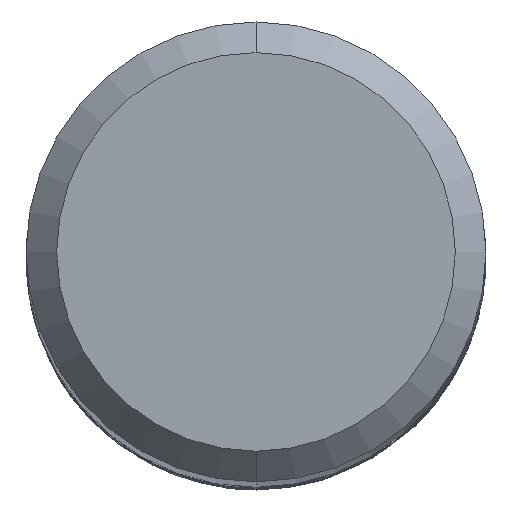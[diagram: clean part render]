
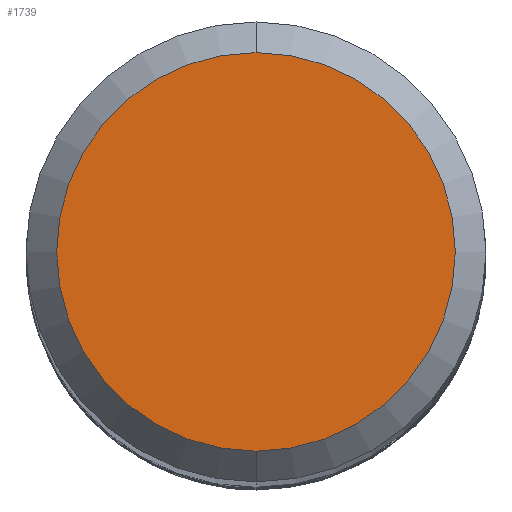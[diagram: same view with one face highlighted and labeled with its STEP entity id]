
A CAD part, top view. The second image highlights one B-rep face of the part: STEP entity #1739.
In plain terms, the highlighted planar face has unit normal (0, 0, 1).
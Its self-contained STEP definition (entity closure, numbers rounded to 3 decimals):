
#1379=EDGE_CURVE('',#3215,#3367,#3831,.T.);
#1411=EDGE_CURVE('',#3367,#3215,#3864,.T.);
#1739=ADVANCED_FACE('',(#4218),#4219,.T.);
#3215=VERTEX_POINT('',#5813);
#3367=VERTEX_POINT('',#5984);
#3831=CIRCLE('',#8029,2.6);
#3864=CIRCLE('',#8086,2.6);
#4218=FACE_OUTER_BOUND('',#11132,.T.);
#4219=PLANE('',#11133);
#5813=CARTESIAN_POINT('',(0.,-2.6,0.0));
#5984=CARTESIAN_POINT('',(0.0,2.6,0.0));
#8029=AXIS2_PLACEMENT_3D('',#29819,#29820,#29821);
#8086=AXIS2_PLACEMENT_3D('',#29845,#29846,#29847);
#11132=EDGE_LOOP('',(#30263,#30264));
#11133=AXIS2_PLACEMENT_3D('',#30265,#30266,#30267);
#29819=CARTESIAN_POINT('',(0.0,0.0,0.0));
#29820=DIRECTION('',(0.0,0.0,-1.0));
#29821=DIRECTION('',(0.0,1.0,0.0));
#29845=CARTESIAN_POINT('',(0.0,0.0,0.0));
#29846=DIRECTION('',(0.0,0.0,-1.0));
#29847=DIRECTION('',(0.0,1.0,0.0));
#30263=ORIENTED_EDGE('',*,*,#1411,.F.);
#30264=ORIENTED_EDGE('',*,*,#1379,.F.);
#30265=CARTESIAN_POINT('',(0.0,1.3,0.0));
#30266=DIRECTION('',(-0.0,0.0,1.0));
#30267=DIRECTION('',(0.0,-1.0,0.0));
